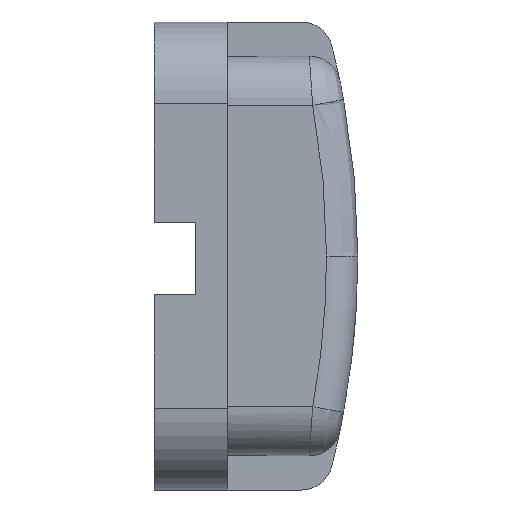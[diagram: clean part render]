
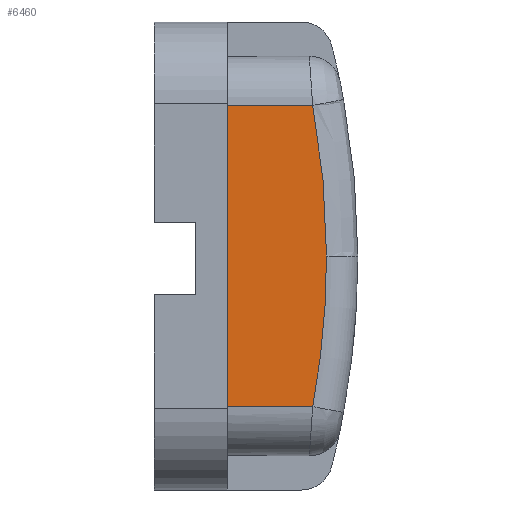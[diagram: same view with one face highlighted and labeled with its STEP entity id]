
A CAD part, left-side view. The second image highlights one B-rep face of the part: STEP entity #6460.
In plain terms, the highlighted planar face has unit normal (-1, 0, 0).
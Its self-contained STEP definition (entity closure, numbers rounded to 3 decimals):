
#1110=CARTESIAN_POINT('',(84.056,-13.201,14.439));
#1120=VERTEX_POINT('',#1110);
#1150=CARTESIAN_POINT('',(84.056,-13.201,0.));
#1160=DIRECTION('',(0.,0.,1.));
#1170=VECTOR('',#1160,1.);
#1180=LINE('',#1150,#1170);
#1190=CARTESIAN_POINT('',(84.056,-13.201,-14.396)
);
#1200=VERTEX_POINT('',#1190);
#1210=EDGE_CURVE('',#1200,#1120,#1180,.T.);
#5960=CARTESIAN_POINT('',(84.056,-13.201,0.));
#5970=DIRECTION('',(-1.,0.,0.));
#5980=DIRECTION('',(0.,1.,0.));
#5990=AXIS2_PLACEMENT_3D('',#5960,#5970,#5980);
#6000=PLANE('',#5990);
#6010=CARTESIAN_POINT('',(84.056,-20.775,
17.377));
#6020=CARTESIAN_POINT('',(84.056,-21.009,
16.339));
#6030=CARTESIAN_POINT('',(84.056,-21.221,
15.296));
#6040=CARTESIAN_POINT('',(84.056,-21.627,
13.078));
#6050=CARTESIAN_POINT('',(84.056,-21.814,
11.902));
#6060=CARTESIAN_POINT('',(84.056,-22.136,
9.543));
#6070=CARTESIAN_POINT('',(84.056,-22.27,
8.36));
#6080=CARTESIAN_POINT('',(84.056,-22.485,
5.989));
#6090=CARTESIAN_POINT('',(84.056,-22.566,
4.801));
#6100=CARTESIAN_POINT('',(84.056,-22.668,
2.555));
#6110=CARTESIAN_POINT('',(84.056,-22.694,
1.497));
#6120=CARTESIAN_POINT('',(84.056,-22.7,
0.299));
#6130=CARTESIAN_POINT('',(84.056,-22.701,
0.16));
#6140=CARTESIAN_POINT('',(84.056,-22.701,
0.02));
#6150=B_SPLINE_CURVE_WITH_KNOTS('',3,(#6010,#6020,#6030,#6040,#6050,
#6060,#6070,#6080,#6090,#6100,#6110,#6120,#6130,#6140),.UNSPECIFIED.,.F.
,.F.,(4,2,2,2,2,2,4),(487.923,491.177,494.815,
498.453,502.092,505.327,505.752),
.UNSPECIFIED.);
#6160=CARTESIAN_POINT('',(84.056,-21.378,
14.439));
#6170=VERTEX_POINT('',#6160);
#6180=CARTESIAN_POINT('',(84.056,-22.701,
0.02));
#6190=VERTEX_POINT('',#6180);
#6200=EDGE_CURVE('',#6170,#6190,#6150,.T.);
#6210=ORIENTED_EDGE('',*,*,#6200,.F.);
#6220=CARTESIAN_POINT('',(84.056,56.299,
0.));
#6230=DIRECTION('',(1.,0.,0.));
#6240=DIRECTION('',(0.,-1.,0.));
#6250=AXIS2_PLACEMENT_3D('',#6220,#6230,#6240);
#6260=CIRCLE('',#6250,79.);
#6270=CARTESIAN_POINT('',(84.056,-21.378,
-14.396));
#6280=VERTEX_POINT('',#6270);
#6290=EDGE_CURVE('',#6190,#6280,#6260,.T.);
#6300=ORIENTED_EDGE('',*,*,#6290,.F.);
#6310=CARTESIAN_POINT('',(84.056,0.,-14.396));
#6320=DIRECTION('',(0.,1.,0.));
#6330=VECTOR('',#6320,1.);
#6340=LINE('',#6310,#6330);
#6350=EDGE_CURVE('',#6280,#1200,#6340,.T.);
#6360=ORIENTED_EDGE('',*,*,#6350,.F.);
#6370=ORIENTED_EDGE('',*,*,#1210,.F.);
#6380=CARTESIAN_POINT('',(84.056,0.,14.439));
#6390=DIRECTION('',(0.,1.,0.));
#6400=VECTOR('',#6390,1.);
#6410=LINE('',#6380,#6400);
#6420=EDGE_CURVE('',#6170,#1120,#6410,.T.);
#6430=ORIENTED_EDGE('',*,*,#6420,.T.);
#6440=EDGE_LOOP('',(#6430,#6370,#6360,#6300,#6210));
#6450=FACE_OUTER_BOUND('',#6440,.T.);
#6460=ADVANCED_FACE('',(#6450),#6000,.T.);
